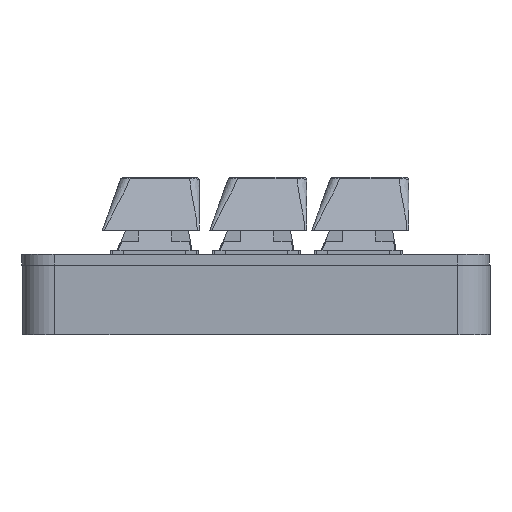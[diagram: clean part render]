
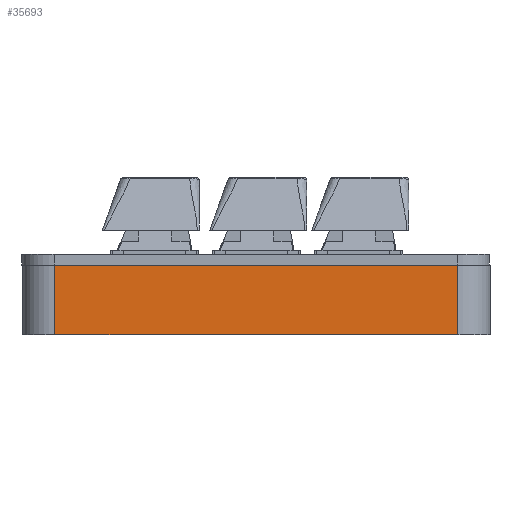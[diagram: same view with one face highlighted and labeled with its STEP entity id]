
A CAD part, front view. The second image highlights one B-rep face of the part: STEP entity #35693.
In plain terms, the highlighted planar face has unit normal (0, -1, 0).
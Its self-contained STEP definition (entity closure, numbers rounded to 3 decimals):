
#2966=PLANE('',#38937);
#4642=FACE_OUTER_BOUND('',#7106,.T.);
#7106=EDGE_LOOP('',(#30055,#30056,#30057,#30058));
#11136=LINE('',#55153,#14445);
#11138=LINE('',#55159,#14447);
#11139=LINE('',#55161,#14448);
#11140=LINE('',#55162,#14449);
#14445=VECTOR('',#46321,10.);
#14447=VECTOR('',#46327,10.);
#14448=VECTOR('',#46328,10.);
#14449=VECTOR('',#46329,10.);
#17576=VERTEX_POINT('',#55150);
#17577=VERTEX_POINT('',#55152);
#17579=VERTEX_POINT('',#55158);
#17580=VERTEX_POINT('',#55160);
#21936=EDGE_CURVE('',#17576,#17577,#11136,.T.);
#21939=EDGE_CURVE('',#17579,#17576,#11138,.T.);
#21940=EDGE_CURVE('',#17580,#17579,#11139,.T.);
#21941=EDGE_CURVE('',#17577,#17580,#11140,.T.);
#30055=ORIENTED_EDGE('',*,*,#21936,.F.);
#30056=ORIENTED_EDGE('',*,*,#21939,.F.);
#30057=ORIENTED_EDGE('',*,*,#21940,.F.);
#30058=ORIENTED_EDGE('',*,*,#21941,.F.);
#35693=ADVANCED_FACE('',(#4642),#2966,.T.);
#38937=AXIS2_PLACEMENT_3D('',#55157,#46325,#46326);
#46321=DIRECTION('',(0.,0.,-1.));
#46325=DIRECTION('center_axis',(0.,-1.,0.));
#46326=DIRECTION('ref_axis',(1.,0.,0.));
#46327=DIRECTION('',(1.,0.,0.));
#46328=DIRECTION('',(0.,0.,1.));
#46329=DIRECTION('',(-1.,0.,0.));
#55150=CARTESIAN_POINT('',(70.5,-9.5,13.));
#55152=CARTESIAN_POINT('',(70.5,-9.5,0.));
#55153=CARTESIAN_POINT('',(70.5,-9.5,0.));
#55157=CARTESIAN_POINT('Origin',(-10.5,-9.5,0.));
#55158=CARTESIAN_POINT('',(-4.5,-9.5,13.));
#55159=CARTESIAN_POINT('',(76.5,-9.5,13.));
#55160=CARTESIAN_POINT('',(-4.5,-9.5,0.));
#55161=CARTESIAN_POINT('',(-4.5,-9.5,0.));
#55162=CARTESIAN_POINT('',(76.5,-9.5,0.));
